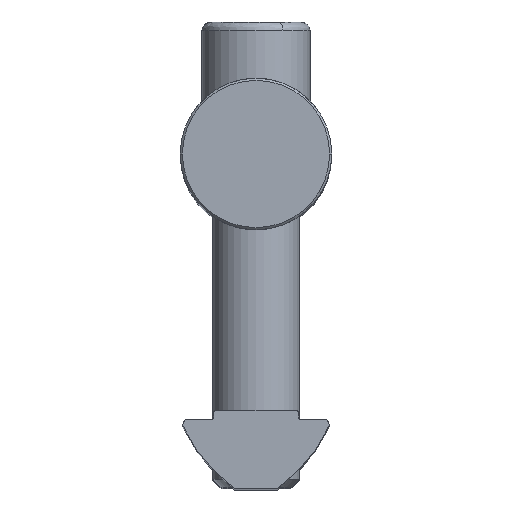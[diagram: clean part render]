
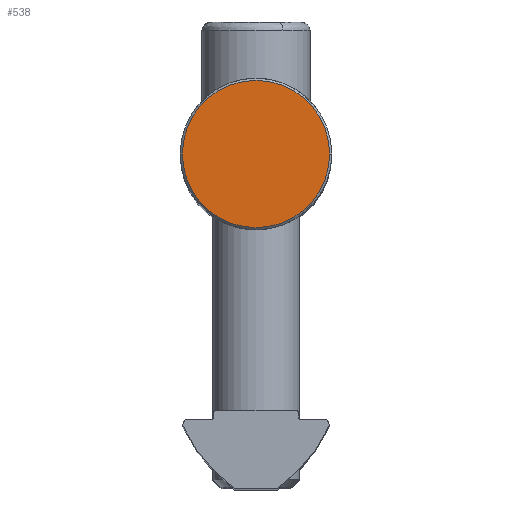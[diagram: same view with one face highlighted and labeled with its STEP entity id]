
A CAD part, top view. The second image highlights one B-rep face of the part: STEP entity #538.
In plain terms, the highlighted planar face has unit normal (0, 0, 1).
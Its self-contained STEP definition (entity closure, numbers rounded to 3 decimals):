
#11 = CIRCLE ( 'NONE', #1935, 6.8 ) ;
#211 = ORIENTED_EDGE ( 'NONE', *, *, #641, .F. ) ;
#538 = ADVANCED_FACE ( 'NONE', ( #2267 ), #1246, .T. ) ;
#587 = DIRECTION ( 'NONE',  ( -1., 0., 0. ) ) ;
#641 = EDGE_CURVE ( 'NONE', #1423, #1955, #2228, .T. ) ;
#691 = DIRECTION ( 'NONE',  ( 0., 0., 1. ) ) ;
#700 = EDGE_LOOP ( 'NONE', ( #211, #1256 ) ) ;
#745 = AXIS2_PLACEMENT_3D ( 'NONE', #786, #2427, #1845 ) ;
#786 = CARTESIAN_POINT ( 'NONE',  ( -33.914, -10.282, 94.828 ) ) ;
#1246 = PLANE ( 'NONE',  #1883 ) ;
#1256 = ORIENTED_EDGE ( 'NONE', *, *, #1727, .F. ) ;
#1273 = DIRECTION ( 'NONE',  ( 1., 0., 0. ) ) ;
#1423 = VERTEX_POINT ( 'NONE', #3394 ) ;
#1727 = EDGE_CURVE ( 'NONE', #1955, #1423, #11, .T. ) ;
#1845 = DIRECTION ( 'NONE',  ( -1., 0., 0. ) ) ;
#1883 = AXIS2_PLACEMENT_3D ( 'NONE', #3438, #691, #1273 ) ;
#1935 = AXIS2_PLACEMENT_3D ( 'NONE', #2536, #2804, #587 ) ;
#1955 = VERTEX_POINT ( 'NONE', #2965 ) ;
#2228 = CIRCLE ( 'NONE', #745, 6.8 ) ;
#2267 = FACE_OUTER_BOUND ( 'NONE', #700, .T. ) ;
#2427 = DIRECTION ( 'NONE',  ( 0., 0., -1. ) ) ;
#2536 = CARTESIAN_POINT ( 'NONE',  ( -33.914, -10.282, 94.828 ) ) ;
#2804 = DIRECTION ( 'NONE',  ( 0., 0., -1. ) ) ;
#2965 = CARTESIAN_POINT ( 'NONE',  ( -27.114, -10.282, 94.828 ) ) ;
#3394 = CARTESIAN_POINT ( 'NONE',  ( -40.714, -10.282, 94.828 ) ) ;
#3438 = CARTESIAN_POINT ( 'NONE',  ( -33.914, -10.282, 94.828 ) ) ;
